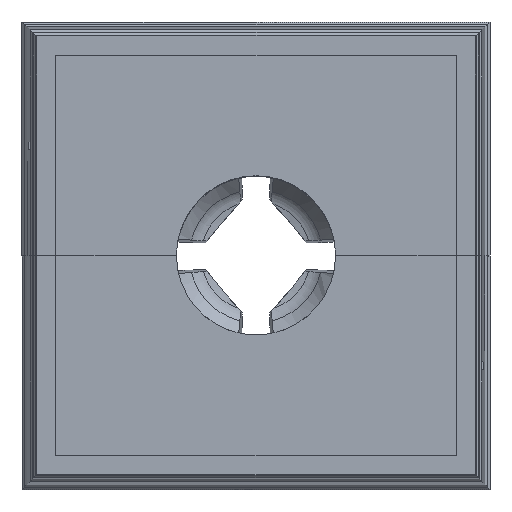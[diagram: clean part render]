
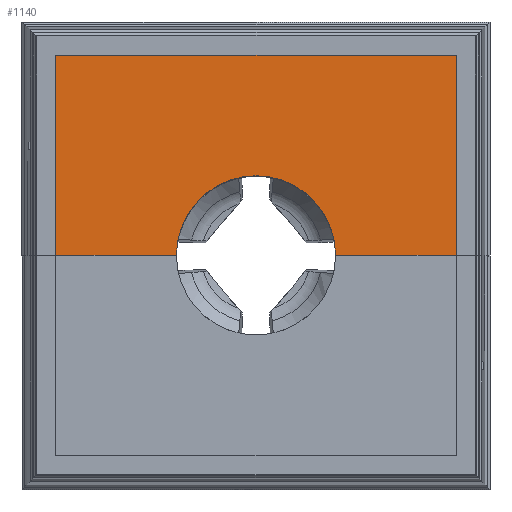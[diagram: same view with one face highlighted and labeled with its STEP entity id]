
A CAD part, top view. The second image highlights one B-rep face of the part: STEP entity #1140.
In plain terms, the highlighted planar face has unit normal (0, 0, 1).
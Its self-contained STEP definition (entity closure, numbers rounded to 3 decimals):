
#898=CIRCLE('',#5011,3.4);
#1140=ADVANCED_FACE('',(#1485),#1252,.T.);
#1252=PLANE('',#5106);
#1485=FACE_OUTER_BOUND('',#1725,.T.);
#1725=EDGE_LOOP('',(#2834,#2835,#2836,#2837,#2838,#2839));
#2834=ORIENTED_EDGE('',*,*,#3932,.F.);
#2835=ORIENTED_EDGE('',*,*,#4130,.T.);
#2836=ORIENTED_EDGE('',*,*,#4131,.T.);
#2837=ORIENTED_EDGE('',*,*,#4095,.T.);
#2838=ORIENTED_EDGE('',*,*,#4132,.T.);
#2839=ORIENTED_EDGE('',*,*,#4133,.T.);
#3356=VERTEX_POINT('',#7992);
#3357=VERTEX_POINT('',#7994);
#3472=VERTEX_POINT('',#8353);
#3473=VERTEX_POINT('',#8355);
#3492=VERTEX_POINT('',#8422);
#3493=VERTEX_POINT('',#8425);
#3932=EDGE_CURVE('',#3356,#3357,#898,.T.);
#4095=EDGE_CURVE('',#3473,#3472,#4404,.T.);
#4130=EDGE_CURVE('',#3356,#3492,#4439,.T.);
#4131=EDGE_CURVE('',#3492,#3473,#4440,.T.);
#4132=EDGE_CURVE('',#3472,#3493,#4441,.T.);
#4133=EDGE_CURVE('',#3493,#3357,#4442,.T.);
#4404=LINE('',#8354,#4740);
#4439=LINE('',#8421,#4775);
#4440=LINE('',#8423,#4776);
#4441=LINE('',#8424,#4777);
#4442=LINE('',#8426,#4778);
#4740=VECTOR('',#5984,1.);
#4775=VECTOR('',#6045,1.);
#4776=VECTOR('',#6046,1.);
#4777=VECTOR('',#6047,1.);
#4778=VECTOR('',#6048,1.);
#5011=AXIS2_PLACEMENT_3D('',#7993,#5697,#5698);
#5106=AXIS2_PLACEMENT_3D('',#8427,#6049,#6050);
#5697=DIRECTION('',(0.,0.,1.));
#5698=DIRECTION('',(0.,-1.,0.));
#5984=DIRECTION('',(1.,0.,0.));
#6045=DIRECTION('',(-1.,0.,0.));
#6046=DIRECTION('',(0.,-1.,0.));
#6047=DIRECTION('',(0.,1.,0.));
#6048=DIRECTION('',(-1.,0.,0.));
#6049=DIRECTION('',(0.,0.,1.));
#6050=DIRECTION('',(-1.,0.,0.));
#7992=CARTESIAN_POINT('',(-3.4,0.,17.7));
#7993=CARTESIAN_POINT('',(0.,0.,17.7));
#7994=CARTESIAN_POINT('',(3.4,0.,17.7));
#8353=CARTESIAN_POINT('',(8.55,-8.55,17.7));
#8354=CARTESIAN_POINT('',(-8.55,-8.55,17.7));
#8355=CARTESIAN_POINT('',(-8.55,-8.55,17.7));
#8421=CARTESIAN_POINT('',(0.,0.,17.7));
#8422=CARTESIAN_POINT('',(-8.55,0.,17.7));
#8423=CARTESIAN_POINT('',(-8.55,8.55,17.7));
#8424=CARTESIAN_POINT('',(8.55,-8.55,17.7));
#8425=CARTESIAN_POINT('',(8.55,0.,17.7));
#8426=CARTESIAN_POINT('',(0.,0.,17.7));
#8427=CARTESIAN_POINT('',(0.,0.,17.7));
